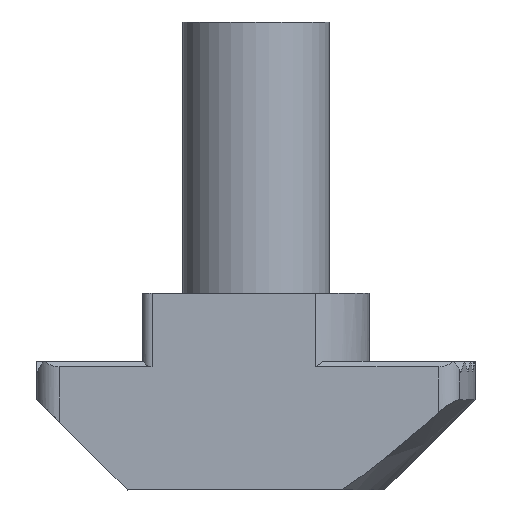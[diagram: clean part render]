
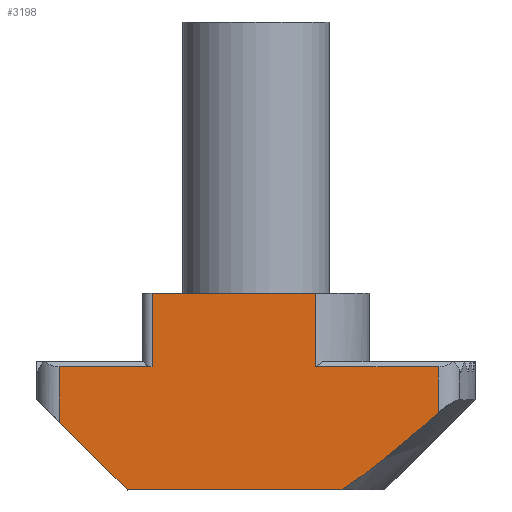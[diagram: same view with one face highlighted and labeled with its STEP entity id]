
A CAD part, left-side view. The second image highlights one B-rep face of the part: STEP entity #3198.
In plain terms, the highlighted planar face has unit normal (-1, 0, 0).
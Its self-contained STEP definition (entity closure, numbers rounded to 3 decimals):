
#1669=HYPERBOLA('',#3047,4.25,4.25);
#1817=ORIENTED_EDGE('',*,*,#2430,.F.);
#1818=ORIENTED_EDGE('',*,*,#2431,.T.);
#1819=ORIENTED_EDGE('',*,*,#2421,.T.);
#1820=ORIENTED_EDGE('',*,*,#2384,.F.);
#1821=ORIENTED_EDGE('',*,*,#2432,.T.);
#1822=ORIENTED_EDGE('',*,*,#2433,.T.);
#1823=ORIENTED_EDGE('',*,*,#2434,.T.);
#1824=ORIENTED_EDGE('',*,*,#2435,.F.);
#1825=ORIENTED_EDGE('',*,*,#2436,.F.);
#1826=ORIENTED_EDGE('',*,*,#2437,.T.);
#2073=VECTOR('',#2677,1.);
#2102=VECTOR('',#2746,1.);
#2103=VECTOR('',#2765,1.);
#2104=VECTOR('',#2766,1.);
#2105=VECTOR('',#2767,1.);
#2106=VECTOR('',#2768,1.);
#2107=VECTOR('',#2769,1.);
#2108=VECTOR('',#2770,1.);
#2109=VECTOR('',#2771,1.);
#2173=LINE('',#3264,#2073);
#2202=LINE('',#3338,#2102);
#2203=LINE('',#3357,#2103);
#2204=LINE('',#3358,#2104);
#2205=LINE('',#3360,#2105);
#2206=LINE('',#3362,#2106);
#2207=LINE('',#3364,#2107);
#2208=LINE('',#3366,#2108);
#2209=LINE('',#3368,#2109);
#2276=VERTEX_POINT('',#3261);
#2277=VERTEX_POINT('',#3263);
#2302=VERTEX_POINT('',#3337);
#2310=VERTEX_POINT('',#3355);
#2311=VERTEX_POINT('',#3356);
#2312=VERTEX_POINT('',#3359);
#2313=VERTEX_POINT('',#3361);
#2314=VERTEX_POINT('',#3363);
#2315=VERTEX_POINT('',#3365);
#2316=VERTEX_POINT('',#3367);
#2384=EDGE_CURVE('',#2276,#2277,#2173,.T.);
#2421=EDGE_CURVE('',#2302,#2277,#2202,.T.);
#2430=EDGE_CURVE('',#2310,#2311,#2203,.T.);
#2431=EDGE_CURVE('',#2310,#2302,#2204,.T.);
#2432=EDGE_CURVE('',#2276,#2312,#2205,.T.);
#2433=EDGE_CURVE('',#2312,#2313,#2206,.T.);
#2434=EDGE_CURVE('',#2313,#2314,#2207,.T.);
#2435=EDGE_CURVE('',#2315,#2314,#2208,.T.);
#2436=EDGE_CURVE('',#2316,#2315,#2209,.T.);
#2437=EDGE_CURVE('',#2316,#2311,#1669,.T.);
#2556=EDGE_LOOP('',(#1817,#1818,#1819,#1820,#1821,#1822,#1823,#1824,#1825,
#1826));
#2618=FACE_BOUND('',#2556,.T.);
#2677=DIRECTION('',(0.,-7.234,0.));
#2746=DIRECTION('',(0.,0.,3.25));
#2763=DIRECTION('',(-1.,0.,0.));
#2764=DIRECTION('',(0.,1.,0.));
#2765=DIRECTION('',(0.,0.,-2.029));
#2766=DIRECTION('',(0.,5.436,0.));
#2767=DIRECTION('',(0.,0.,-3.25));
#2768=DIRECTION('',(0.,4.1,0.));
#2769=DIRECTION('',(0.,0.,-2.45));
#2770=DIRECTION('',(0.,3.,3.));
#2771=DIRECTION('',(0.,9.498,0.));
#2772=DIRECTION('',(1.,0.,0.));
#2773=DIRECTION('',(0.,0.,1.));
#3046=AXIS2_PLACEMENT_3D('',#3354,#2763,#2764);
#3047=AXIS2_PLACEMENT_3D('',#3369,#2772,#2773);
#3149=PLANE('',#3046);
#3198=ADVANCED_FACE('',(#2618),#3149,.T.);
#3261=CARTESIAN_POINT('',(-4.25,4.6,8.7));
#3263=CARTESIAN_POINT('',(-4.25,-2.634,8.7));
#3264=CARTESIAN_POINT('',(-4.25,4.6,8.7));
#3337=CARTESIAN_POINT('',(-4.25,-2.634,5.45));
#3338=CARTESIAN_POINT('',(-4.25,-2.634,5.45));
#3354=CARTESIAN_POINT('',(-4.25,-2.634,8.7));
#3355=CARTESIAN_POINT('',(-4.25,-8.07,5.45));
#3356=CARTESIAN_POINT('',(-4.25,-8.07,3.421));
#3357=CARTESIAN_POINT('',(-4.25,-8.07,5.45));
#3358=CARTESIAN_POINT('',(-4.25,-8.07,5.45));
#3359=CARTESIAN_POINT('',(-4.25,4.6,5.45));
#3360=CARTESIAN_POINT('',(-4.25,4.6,8.7));
#3361=CARTESIAN_POINT('',(-4.25,8.7,5.45));
#3362=CARTESIAN_POINT('',(-4.25,4.6,5.45));
#3363=CARTESIAN_POINT('',(-4.25,8.7,3.));
#3364=CARTESIAN_POINT('',(-4.25,8.7,5.45));
#3365=CARTESIAN_POINT('',(-4.25,5.7,0.));
#3366=CARTESIAN_POINT('',(-4.25,5.7,0.));
#3367=CARTESIAN_POINT('',(-4.25,-3.798,0.));
#3368=CARTESIAN_POINT('',(-4.25,-3.798,0.));
#3369=CARTESIAN_POINT('',(-4.25,0.,-5.7));
